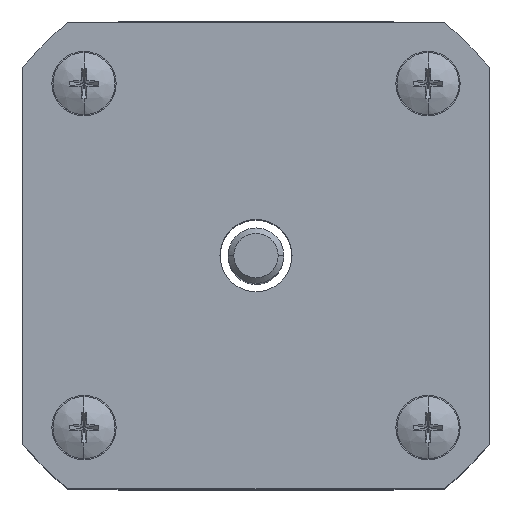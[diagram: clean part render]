
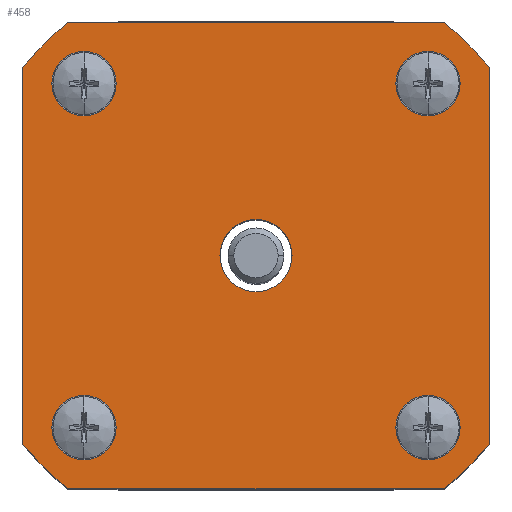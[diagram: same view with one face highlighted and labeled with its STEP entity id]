
A CAD part, top view. The second image highlights one B-rep face of the part: STEP entity #458.
In plain terms, the highlighted planar face has unit normal (0, 0, 1).
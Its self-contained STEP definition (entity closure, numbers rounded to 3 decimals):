
#458=ADVANCED_FACE('NONE',(#2126,#2127,#2128,#2129,#2130,#2131),#2132,.T.);
#2126=FACE_OUTER_BOUND('',#4857,.T.);
#2127=FACE_BOUND('',#4858,.T.);
#2128=FACE_BOUND('',#4859,.T.);
#2129=FACE_BOUND('',#4860,.T.);
#2130=FACE_BOUND('',#4861,.T.);
#2131=FACE_BOUND('',#4862,.T.);
#2132=PLANE('',#4863);
#4857=EDGE_LOOP('',(#9704,#9705,#9706,#9707,#9708,#9709,#9710,#9711));
#4858=EDGE_LOOP('',(#9712,#9713));
#4859=EDGE_LOOP('',(#9714,#9715));
#4860=EDGE_LOOP('',(#9716,#9717));
#4861=EDGE_LOOP('',(#9718,#9719));
#4862=EDGE_LOOP('',(#9720,#9721));
#4863=AXIS2_PLACEMENT_3D('',#9722,#9723,#9724);
#9704=ORIENTED_EDGE('',*,*,#17501,.T.);
#9705=ORIENTED_EDGE('',*,*,#17502,.T.);
#9706=ORIENTED_EDGE('',*,*,#17488,.T.);
#9707=ORIENTED_EDGE('',*,*,#17491,.T.);
#9708=ORIENTED_EDGE('',*,*,#17493,.T.);
#9709=ORIENTED_EDGE('',*,*,#17495,.T.);
#9710=ORIENTED_EDGE('',*,*,#17497,.T.);
#9711=ORIENTED_EDGE('',*,*,#17499,.T.);
#9712=ORIENTED_EDGE('',*,*,#17506,.T.);
#9713=ORIENTED_EDGE('',*,*,#17323,.T.);
#9714=ORIENTED_EDGE('',*,*,#17329,.T.);
#9715=ORIENTED_EDGE('',*,*,#17505,.T.);
#9716=ORIENTED_EDGE('',*,*,#17333,.T.);
#9717=ORIENTED_EDGE('',*,*,#17504,.T.);
#9718=ORIENTED_EDGE('',*,*,#17337,.T.);
#9719=ORIENTED_EDGE('',*,*,#17503,.T.);
#9720=ORIENTED_EDGE('',*,*,#17508,.F.);
#9721=ORIENTED_EDGE('',*,*,#17321,.F.);
#9722=CARTESIAN_POINT('',(-75.605,-23.95,50.819));
#9723=DIRECTION('',(0.0,0.0,1.0));
#9724=DIRECTION('',(1.0,0.0,0.0));
#17321=EDGE_CURVE('NONE',#20575,#20577,#20578,.T.);
#17323=EDGE_CURVE('NONE',#20580,#20581,#20582,.T.);
#17329=EDGE_CURVE('NONE',#20593,#20591,#20594,.T.);
#17333=EDGE_CURVE('NONE',#20601,#20599,#20602,.T.);
#17337=EDGE_CURVE('NONE',#20609,#20607,#20610,.T.);
#17488=EDGE_CURVE('NONE',#20858,#20856,#20859,.T.);
#17491=EDGE_CURVE('NONE',#20856,#20861,#20863,.T.);
#17493=EDGE_CURVE('NONE',#20861,#20864,#20866,.T.);
#17495=EDGE_CURVE('NONE',#20864,#20867,#20869,.T.);
#17497=EDGE_CURVE('NONE',#20867,#20870,#20872,.T.);
#17499=EDGE_CURVE('NONE',#20870,#20873,#20875,.T.);
#17501=EDGE_CURVE('NONE',#20873,#20876,#20878,.T.);
#17502=EDGE_CURVE('NONE',#20876,#20858,#20879,.T.);
#17503=EDGE_CURVE('NONE',#20607,#20609,#20880,.T.);
#17504=EDGE_CURVE('NONE',#20599,#20601,#20881,.T.);
#17505=EDGE_CURVE('NONE',#20591,#20593,#20882,.T.);
#17506=EDGE_CURVE('NONE',#20581,#20580,#20883,.T.);
#17508=EDGE_CURVE('NONE',#20577,#20575,#20885,.T.);
#20575=VERTEX_POINT('NONE',#25551);
#20577=VERTEX_POINT('NONE',#25554);
#20578=CIRCLE('',#25555,2.9);
#20580=VERTEX_POINT('NONE',#25558);
#20581=VERTEX_POINT('NONE',#25559);
#20582=CIRCLE('',#25560,3.25);
#20591=VERTEX_POINT('NONE',#25571);
#20593=VERTEX_POINT('NONE',#25574);
#20594=CIRCLE('',#25575,2.9);
#20599=VERTEX_POINT('NONE',#25581);
#20601=VERTEX_POINT('NONE',#25584);
#20602=CIRCLE('',#25585,2.9);
#20607=VERTEX_POINT('NONE',#25591);
#20609=VERTEX_POINT('NONE',#25594);
#20610=CIRCLE('',#25595,2.9);
#20856=VERTEX_POINT('NONE',#25930);
#20858=VERTEX_POINT('NONE',#25933);
#20859=CIRCLE('',#25934,27.0);
#20861=VERTEX_POINT('NONE',#25937);
#20863=LINE('',#25940,#25941);
#20864=VERTEX_POINT('NONE',#25942);
#20866=CIRCLE('',#25945,27.0);
#20867=VERTEX_POINT('NONE',#25946);
#20869=LINE('',#25949,#25950);
#20870=VERTEX_POINT('NONE',#25951);
#20872=CIRCLE('',#25954,27.0);
#20873=VERTEX_POINT('NONE',#25955);
#20875=LINE('',#25958,#25959);
#20876=VERTEX_POINT('NONE',#25960);
#20878=CIRCLE('',#25963,27.0);
#20879=LINE('',#25964,#25965);
#20880=CIRCLE('',#25966,2.9);
#20881=CIRCLE('',#25967,2.9);
#20882=CIRCLE('',#25968,2.9);
#20883=CIRCLE('',#25969,3.25);
#20885=CIRCLE('',#25971,2.9);
#25551=CARTESIAN_POINT('',(-70.103,15.448,50.819));
#25554=CARTESIAN_POINT('',(-70.103,9.648,50.819));
#25555=AXIS2_PLACEMENT_3D('',#31901,#31902,#31903);
#25558=CARTESIAN_POINT('',(-51.355,-2.95,50.819));
#25559=CARTESIAN_POINT('',(-57.855,-2.95,50.819));
#25560=AXIS2_PLACEMENT_3D('',#31905,#31906,#31907);
#25571=CARTESIAN_POINT('',(-39.107,15.447,50.819));
#25574=CARTESIAN_POINT('',(-39.107,9.647,50.819));
#25575=AXIS2_PLACEMENT_3D('',#31917,#31918,#31919);
#25581=CARTESIAN_POINT('',(-39.108,-15.548,50.819));
#25584=CARTESIAN_POINT('',(-39.108,-21.348,50.819));
#25585=AXIS2_PLACEMENT_3D('',#31925,#31926,#31927);
#25591=CARTESIAN_POINT('',(-70.103,-15.548,50.819));
#25594=CARTESIAN_POINT('',(-70.103,-21.348,50.819));
#25595=AXIS2_PLACEMENT_3D('',#31933,#31934,#31935);
#25930=CARTESIAN_POINT('',(-37.635,18.05,50.819));
#25933=CARTESIAN_POINT('',(-33.605,14.02,50.819));
#25934=AXIS2_PLACEMENT_3D('',#32206,#32207,#32208);
#25937=CARTESIAN_POINT('',(-71.576,18.05,50.819));
#25940=CARTESIAN_POINT('',(-54.605,18.05,50.819));
#25941=VECTOR('',#32211,1000.0);
#25942=CARTESIAN_POINT('',(-75.605,14.02,50.819));
#25945=AXIS2_PLACEMENT_3D('',#32213,#32214,#32215);
#25946=CARTESIAN_POINT('',(-75.605,-19.921,50.819));
#25949=CARTESIAN_POINT('',(-75.605,-2.95,50.819));
#25950=VECTOR('',#32217,1000.0);
#25951=CARTESIAN_POINT('',(-71.576,-23.95,50.819));
#25954=AXIS2_PLACEMENT_3D('',#32219,#32220,#32221);
#25955=CARTESIAN_POINT('',(-37.635,-23.95,50.819));
#25958=CARTESIAN_POINT('',(-54.605,-23.95,50.819));
#25959=VECTOR('',#32223,1000.0);
#25960=CARTESIAN_POINT('',(-33.605,-19.921,50.819));
#25963=AXIS2_PLACEMENT_3D('',#32225,#32226,#32227);
#25964=CARTESIAN_POINT('',(-33.605,-2.95,50.819));
#25965=VECTOR('',#32228,1000.0);
#25966=AXIS2_PLACEMENT_3D('',#32229,#32230,#32231);
#25967=AXIS2_PLACEMENT_3D('',#32232,#32233,#32234);
#25968=AXIS2_PLACEMENT_3D('',#32235,#32236,#32237);
#25969=AXIS2_PLACEMENT_3D('',#32238,#32239,#32240);
#25971=AXIS2_PLACEMENT_3D('',#32244,#32245,#32246);
#31901=CARTESIAN_POINT('',(-70.103,12.548,50.819));
#31902=DIRECTION('',(0.,0.0,1.0));
#31903=DIRECTION('',(0.0,-1.0,0.0));
#31905=CARTESIAN_POINT('',(-54.605,-2.95,50.819));
#31906=DIRECTION('',(0.0,0.0,-1.0));
#31907=DIRECTION('',(-1.0,0.0,0.0));
#31917=CARTESIAN_POINT('',(-39.107,12.547,50.819));
#31918=DIRECTION('',(-0.0,-0.0,-1.0));
#31919=DIRECTION('',(0.0,-1.0,0.0));
#31925=CARTESIAN_POINT('',(-39.108,-18.448,50.819));
#31926=DIRECTION('',(-0.0,-0.0,-1.0));
#31927=DIRECTION('',(0.0,-1.0,0.0));
#31933=CARTESIAN_POINT('',(-70.103,-18.448,50.819));
#31934=DIRECTION('',(0.,0.0,-1.0));
#31935=DIRECTION('',(0.0,-1.0,0.0));
#32206=CARTESIAN_POINT('',(-54.605,-2.95,50.819));
#32207=DIRECTION('',(0.0,0.0,1.0));
#32208=DIRECTION('',(-1.0,0.,0.0));
#32211=DIRECTION('',(-1.0,-0.0,-0.0));
#32213=CARTESIAN_POINT('',(-54.605,-2.95,50.819));
#32214=DIRECTION('',(0.0,0.0,1.0));
#32215=DIRECTION('',(-1.0,0.0,0.0));
#32217=DIRECTION('',(-0.0,-1.0,-0.0));
#32219=CARTESIAN_POINT('',(-54.605,-2.95,50.819));
#32220=DIRECTION('',(0.0,0.0,1.0));
#32221=DIRECTION('',(-1.0,0.0,0.0));
#32223=DIRECTION('',(1.0,0.0,0.0));
#32225=CARTESIAN_POINT('',(-54.605,-2.95,50.819));
#32226=DIRECTION('',(0.0,0.0,1.0));
#32227=DIRECTION('',(-1.0,0.0,0.0));
#32228=DIRECTION('',(0.0,1.0,0.0));
#32229=CARTESIAN_POINT('',(-70.103,-18.448,50.819));
#32230=DIRECTION('',(0.,0.0,-1.0));
#32231=DIRECTION('',(0.0,-1.0,0.0));
#32232=CARTESIAN_POINT('',(-39.108,-18.448,50.819));
#32233=DIRECTION('',(-0.0,-0.0,-1.0));
#32234=DIRECTION('',(0.0,-1.0,0.0));
#32235=CARTESIAN_POINT('',(-39.107,12.547,50.819));
#32236=DIRECTION('',(-0.0,-0.0,-1.0));
#32237=DIRECTION('',(0.0,-1.0,0.0));
#32238=CARTESIAN_POINT('',(-54.605,-2.95,50.819));
#32239=DIRECTION('',(0.0,0.0,-1.0));
#32240=DIRECTION('',(-1.0,0.0,0.0));
#32244=CARTESIAN_POINT('',(-70.103,12.548,50.819));
#32245=DIRECTION('',(0.,0.0,1.0));
#32246=DIRECTION('',(0.0,-1.0,0.0));
